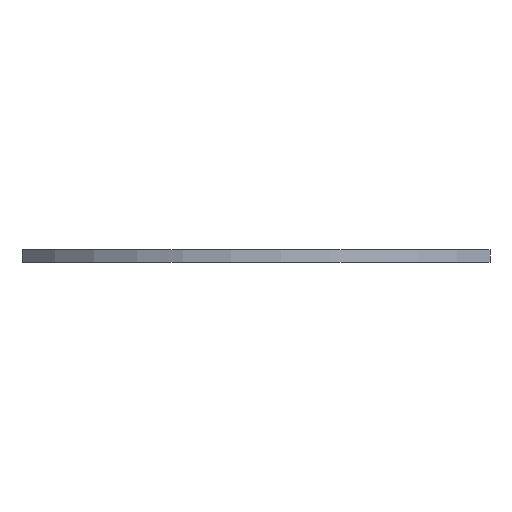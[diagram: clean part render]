
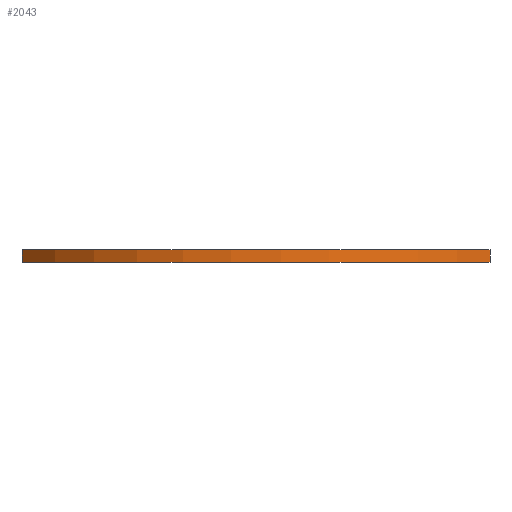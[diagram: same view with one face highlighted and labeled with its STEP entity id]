
A CAD part, left-side view. The second image highlights one B-rep face of the part: STEP entity #2043.
In plain terms, the highlighted cylindrical face has radius 138.806 mm (diameter 277.613 mm), a partial arc.
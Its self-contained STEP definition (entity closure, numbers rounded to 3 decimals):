
#247=FACE_OUTER_BOUND('',#340,.T.);
#340=EDGE_LOOP('',(#1664,#1665,#1666,#1667));
#591=LINE('',#3331,#742);
#592=LINE('',#3337,#743);
#742=VECTOR('',#2789,10.);
#743=VECTOR('',#2796,10.);
#901=CIRCLE('',#2269,138.806);
#902=CIRCLE('',#2270,138.806);
#1057=VERTEX_POINT('',#3327);
#1058=VERTEX_POINT('',#3329);
#1059=VERTEX_POINT('',#3333);
#1060=VERTEX_POINT('',#3335);
#1315=EDGE_CURVE('',#1057,#1058,#591,.T.);
#1316=EDGE_CURVE('',#1059,#1057,#901,.T.);
#1317=EDGE_CURVE('',#1060,#1058,#902,.T.);
#1318=EDGE_CURVE('',#1059,#1060,#592,.T.);
#1664=ORIENTED_EDGE('',*,*,#1316,.T.);
#1665=ORIENTED_EDGE('',*,*,#1315,.T.);
#1666=ORIENTED_EDGE('',*,*,#1317,.F.);
#1667=ORIENTED_EDGE('',*,*,#1318,.F.);
#1965=CYLINDRICAL_SURFACE('',#2268,138.806);
#2043=ADVANCED_FACE('',(#247),#1965,.T.);
#2268=AXIS2_PLACEMENT_3D('',#3332,#2790,#2791);
#2269=AXIS2_PLACEMENT_3D('',#3334,#2792,#2793);
#2270=AXIS2_PLACEMENT_3D('',#3336,#2794,#2795);
#2789=DIRECTION('',(0.,0.,1.));
#2790=DIRECTION('center_axis',(0.,0.,1.));
#2791=DIRECTION('ref_axis',(-1.,0.,0.));
#2792=DIRECTION('center_axis',(0.,0.,1.));
#2793=DIRECTION('ref_axis',(1.,0.,0.));
#2794=DIRECTION('center_axis',(0.,0.,1.));
#2795=DIRECTION('ref_axis',(1.,0.,0.));
#2796=DIRECTION('',(0.,0.,1.));
#3327=CARTESIAN_POINT('',(-165.,-110.,0.));
#3329=CARTESIAN_POINT('',(-165.,-110.,6.));
#3331=CARTESIAN_POINT('',(-165.,-110.,0.));
#3332=CARTESIAN_POINT('Origin',(-80.341,0.,
0.));
#3333=CARTESIAN_POINT('',(-165.,110.,0.));
#3334=CARTESIAN_POINT('Origin',(-80.341,0.,
0.));
#3335=CARTESIAN_POINT('',(-165.,110.,6.));
#3336=CARTESIAN_POINT('Origin',(-80.341,0.,
6.));
#3337=CARTESIAN_POINT('',(-165.,110.,0.));
